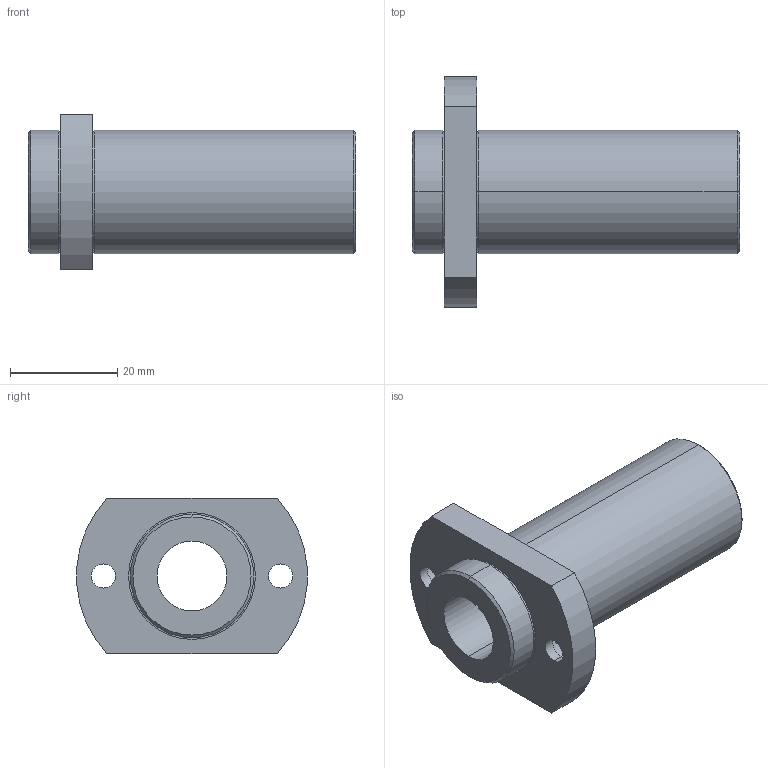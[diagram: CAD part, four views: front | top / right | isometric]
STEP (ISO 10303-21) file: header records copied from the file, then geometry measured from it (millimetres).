
FILE_DESCRIPTION (( 'STEP AP203' ), '1' );
FILE_NAME ('LMHP13LUU.STEP', '2014-08-08T15:55:20', ( 'Ovidiu Buiga' ), ( '' ), 'SwSTEP 2.0', 'SolidWorks 2010', '' );
FILE_SCHEMA (( 'CONFIG_CONTROL_DESIGN' ));
Length unit declared in the file: millimetre
Products named in the file (1): LMHP13LUU
Bounding box: 61 x 42.85 x 29 mm (x, y, z)
Volume: 21137.8 mm3; surface area: 9552 mm2
Topology: 1 solids, 1 shells, 42 faces, 90 edges, 58 vertices
Faces by surface type: cylinder 24, plane 12, cone 6
Entity records: 1249 total; most frequent: DIRECTION 230, CARTESIAN_POINT 191, ORIENTED_EDGE 180, AXIS2_PLACEMENT_3D 97, EDGE_CURVE 90, VERTEX_POINT 58, EDGE_LOOP 56, CIRCLE 54
